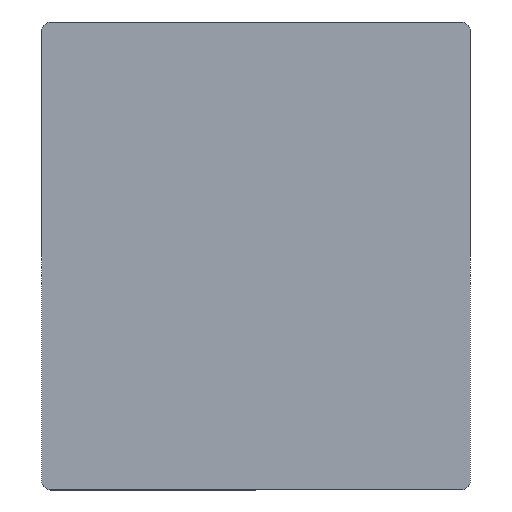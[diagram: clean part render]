
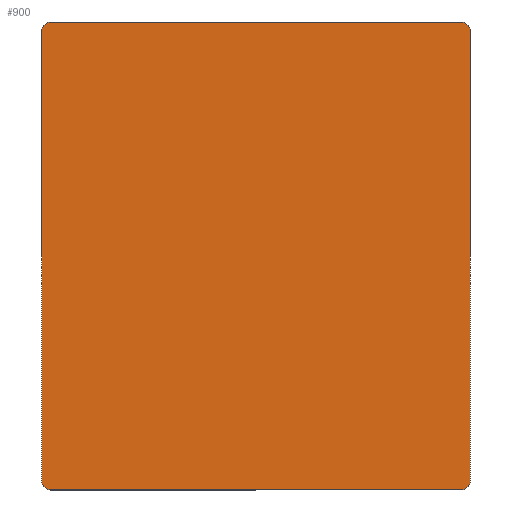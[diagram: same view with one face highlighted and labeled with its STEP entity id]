
A CAD part, left-side view. The second image highlights one B-rep face of the part: STEP entity #900.
In plain terms, the highlighted planar face has unit normal (-1, 0, 0).
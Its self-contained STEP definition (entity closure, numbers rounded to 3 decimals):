
#634=CARTESIAN_POINT('',(0.0,11.901,0.387));
#635=VERTEX_POINT('',#634);
#636=CARTESIAN_POINT('',(0.,11.901,25.387));
#637=VERTEX_POINT('',#636);
#638=CARTESIAN_POINT('',(0.,11.901,0.387));
#639=DIRECTION('',(0.0,0.0,1.0));
#640=VECTOR('',#639,25.0);
#641=LINE('',#638,#640);
#642=EDGE_CURVE('',#635,#637,#641,.T.);
#674=CARTESIAN_POINT('',(0.,11.401,25.887));
#675=VERTEX_POINT('',#674);
#676=CARTESIAN_POINT('',(0.,11.401,25.387));
#677=DIRECTION('',(1.0,0.,0.));
#678=DIRECTION('',(0.,0.707,0.707));
#679=AXIS2_PLACEMENT_3D('',#676,#677,#678);
#680=CIRCLE('',#679,0.5);
#681=EDGE_CURVE('',#637,#675,#680,.T.);
#707=CARTESIAN_POINT('',(0.,-11.399,25.887));
#708=VERTEX_POINT('',#707);
#709=CARTESIAN_POINT('',(0.,11.401,25.887));
#710=DIRECTION('',(0.0,-1.0,0.0));
#711=VECTOR('',#710,22.8);
#712=LINE('',#709,#711);
#713=EDGE_CURVE('',#675,#708,#712,.T.);
#738=CARTESIAN_POINT('',(0.,-11.899,25.387));
#739=VERTEX_POINT('',#738);
#740=CARTESIAN_POINT('',(0.,-11.399,25.387));
#741=DIRECTION('',(1.0,0.,0.));
#742=DIRECTION('',(0.,-0.707,0.707));
#743=AXIS2_PLACEMENT_3D('',#740,#741,#742);
#744=CIRCLE('',#743,0.5);
#745=EDGE_CURVE('',#708,#739,#744,.T.);
#771=CARTESIAN_POINT('',(0.0,-11.899,0.387));
#772=VERTEX_POINT('',#771);
#773=CARTESIAN_POINT('',(0.,-11.899,25.387));
#774=DIRECTION('',(0.0,0.0,-1.0));
#775=VECTOR('',#774,25.0);
#776=LINE('',#773,#775);
#777=EDGE_CURVE('',#739,#772,#776,.T.);
#802=CARTESIAN_POINT('',(0.0,-11.399,-0.113));
#803=VERTEX_POINT('',#802);
#804=CARTESIAN_POINT('',(0.0,-11.399,0.387));
#805=DIRECTION('',(1.0,0.,0.));
#806=DIRECTION('',(0.,-0.707,-0.707));
#807=AXIS2_PLACEMENT_3D('',#804,#805,#806);
#808=CIRCLE('',#807,0.5);
#809=EDGE_CURVE('',#772,#803,#808,.T.);
#835=CARTESIAN_POINT('',(0.0,11.401,-0.113));
#836=VERTEX_POINT('',#835);
#837=CARTESIAN_POINT('',(0.,-11.399,-0.113));
#838=DIRECTION('',(0.0,1.0,0.0));
#839=VECTOR('',#838,22.8);
#840=LINE('',#837,#839);
#841=EDGE_CURVE('',#803,#836,#840,.T.);
#866=CARTESIAN_POINT('',(0.0,11.401,0.387));
#867=DIRECTION('',(1.0,0.,0.));
#868=DIRECTION('',(0.,0.707,-0.707));
#869=AXIS2_PLACEMENT_3D('',#866,#867,#868);
#870=CIRCLE('',#869,0.5);
#871=EDGE_CURVE('',#836,#635,#870,.T.);
#885=CARTESIAN_POINT('',(0.0,0.001,12.887));
#886=DIRECTION('',(-1.0,0.0,0.0));
#887=DIRECTION('',(0.0,0.0,1.0));
#888=AXIS2_PLACEMENT_3D('',#885,#886,#887);
#889=PLANE('',#888);
#890=ORIENTED_EDGE('',*,*,#642,.F.);
#891=ORIENTED_EDGE('',*,*,#871,.F.);
#892=ORIENTED_EDGE('',*,*,#841,.F.);
#893=ORIENTED_EDGE('',*,*,#809,.F.);
#894=ORIENTED_EDGE('',*,*,#777,.F.);
#895=ORIENTED_EDGE('',*,*,#745,.F.);
#896=ORIENTED_EDGE('',*,*,#713,.F.);
#897=ORIENTED_EDGE('',*,*,#681,.F.);
#898=EDGE_LOOP('',(#890,#891,#892,#893,#894,#895,#896,#897));
#899=FACE_OUTER_BOUND('',#898,.T.);
#900=ADVANCED_FACE('',(#899),#889,.T.);
